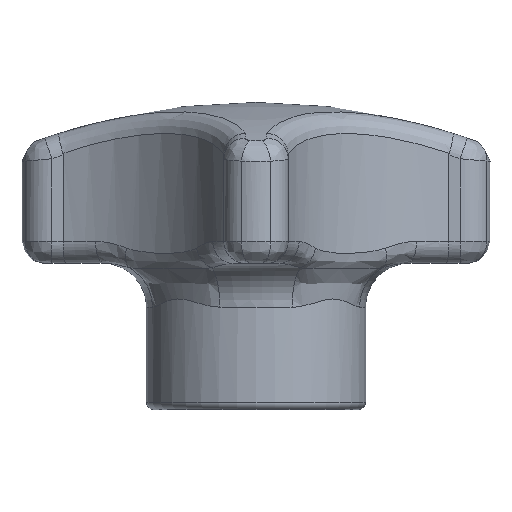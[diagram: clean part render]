
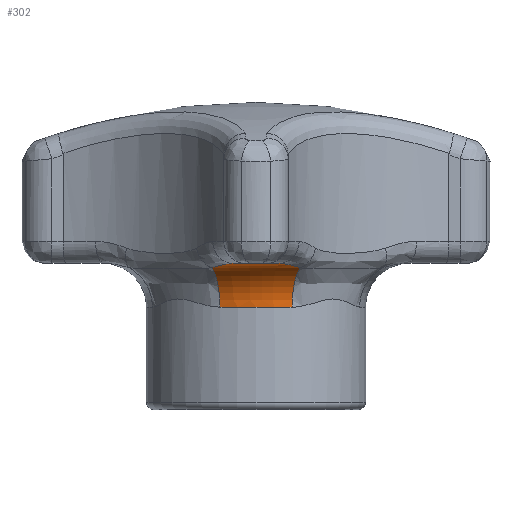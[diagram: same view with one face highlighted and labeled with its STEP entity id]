
A CAD part, left-side view. The second image highlights one B-rep face of the part: STEP entity #302.
In plain terms, the highlighted toroidal (fillet/blend) face has major radius 10.5 mm and minor radius 3 mm.
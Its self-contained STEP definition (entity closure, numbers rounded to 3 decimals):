
#302 = ADVANCED_FACE( '', ( #625 ), #626, .F. );
#625 = FACE_OUTER_BOUND( '', #4294, .T. );
#626 = TOROIDAL_SURFACE( '', #4295, 10.5, 3. );
#4294 = EDGE_LOOP( '', ( #6094, #6095, #6096, #6097, #6098, #6099 ) );
#4295 = AXIS2_PLACEMENT_3D( '', #6100, #6101, #6102 );
#6094 = ORIENTED_EDGE( '', *, *, #6335, .T. );
#6095 = ORIENTED_EDGE( '', *, *, #6463, .T. );
#6096 = ORIENTED_EDGE( '', *, *, #6283, .F. );
#6097 = ORIENTED_EDGE( '', *, *, #6339, .T. );
#6098 = ORIENTED_EDGE( '', *, *, #6573, .F. );
#6099 = ORIENTED_EDGE( '', *, *, #6505, .F. );
#6100 = CARTESIAN_POINT( '', ( 0., 0., 7. ) );
#6101 = DIRECTION( '', ( 0., 0., 1. ) );
#6102 = DIRECTION( '', ( 1., 0., 0. ) );
#6283 = EDGE_CURVE( '', #6608, #6670, #6671, .T. );
#6335 = EDGE_CURVE( '', #6755, #6753, #6756, .F. );
#6339 = EDGE_CURVE( '', #6608, #6759, #6761, .T. );
#6463 = EDGE_CURVE( '', #6753, #6670, #6949, .T. );
#6505 = EDGE_CURVE( '', #6755, #7001, #7002, .F. );
#6573 = EDGE_CURVE( '', #7001, #6759, #7080, .T. );
#6608 = VERTEX_POINT( '', #7116 );
#6670 = VERTEX_POINT( '', #7341 );
#6671 = CIRCLE( '', #7342, 10.5 );
#6753 = VERTEX_POINT( '', #7763 );
#6755 = VERTEX_POINT( '', #7821 );
#6756 = CIRCLE( '', #7822, 3. );
#6759 = VERTEX_POINT( '', #7879 );
#6761 = B_SPLINE_CURVE_WITH_KNOTS( '', 3, ( #7881, #7882, #7883, #7884, #7885, #7886, #7887, #7888, #7889, #7890, #7891, #7892, #7893, #7894, #7895, #7896 ), .UNSPECIFIED., .F., .F., ( 4, 2, 1, 1, 2, 2, 2, 2, 4 ), ( 0., 0., 0.001, 0.001, 0.001, 0.002, 0.002, 0.002, 0.002 ), .UNSPECIFIED. );
#6949 = B_SPLINE_CURVE_WITH_KNOTS( '', 3, ( #9164, #9165, #9166, #9167, #9168, #9169, #9170, #9171, #9172, #9173, #9174, #9175 ), .UNSPECIFIED., .F., .F., ( 4, 2, 2, 1, 1, 2, 4 ), ( 0., 0.001, 0.001, 0.001, 0.002, 0.002, 0.002 ), .UNSPECIFIED. );
#7001 = VERTEX_POINT( '', #9521 );
#7002 = CIRCLE( '', #9522, 7.5 );
#7080 = CIRCLE( '', #10055, 3. );
#7116 = CARTESIAN_POINT( '', ( -10.382, 1.573, 10. ) );
#7341 = CARTESIAN_POINT( '', ( -10.382, -1.572, 10. ) );
#7342 = AXIS2_PLACEMENT_3D( '', #10143, #10144, #10145 );
#7763 = CARTESIAN_POINT( '', ( -8.667, -3.016, 9.693 ) );
#7821 = CARTESIAN_POINT( '', ( -7.083, -2.465, 7. ) );
#7822 = AXIS2_PLACEMENT_3D( '', #10210, #10211, #10212 );
#7879 = CARTESIAN_POINT( '', ( -8.667, 3.016, 9.693 ) );
#7881 = CARTESIAN_POINT( '', ( -10.382, 1.573, 10. ) );
#7882 = CARTESIAN_POINT( '', ( -10.303, 1.626, 10. ) );
#7883 = CARTESIAN_POINT( '', ( -10.225, 1.681, 9.998 ) );
#7884 = CARTESIAN_POINT( '', ( -10.072, 1.792, 9.989 ) );
#7885 = CARTESIAN_POINT( '', ( -9.921, 1.905, 9.975 ) );
#7886 = CARTESIAN_POINT( '', ( -9.701, 2.08, 9.945 ) );
#7887 = CARTESIAN_POINT( '', ( -9.558, 2.2, 9.919 ) );
#7888 = CARTESIAN_POINT( '', ( -9.345, 2.381, 9.877 ) );
#7889 = CARTESIAN_POINT( '', ( -9.206, 2.505, 9.844 ) );
#7890 = CARTESIAN_POINT( '', ( -9.036, 2.663, 9.799 ) );
#7891 = CARTESIAN_POINT( '', ( -9.002, 2.695, 9.79 ) );
#7892 = CARTESIAN_POINT( '', ( -8.934, 2.759, 9.771 ) );
#7893 = CARTESIAN_POINT( '', ( -8.9, 2.791, 9.762 ) );
#7894 = CARTESIAN_POINT( '', ( -8.8, 2.887, 9.733 ) );
#7895 = CARTESIAN_POINT( '', ( -8.733, 2.951, 9.713 ) );
#7896 = CARTESIAN_POINT( '', ( -8.667, 3.016, 9.693 ) );
#9164 = CARTESIAN_POINT( '', ( -8.667, -3.016, 9.693 ) );
#9165 = CARTESIAN_POINT( '', ( -8.799, -2.886, 9.733 ) );
#9166 = CARTESIAN_POINT( '', ( -8.933, -2.758, 9.772 ) );
#9167 = CARTESIAN_POINT( '', ( -9.206, -2.506, 9.844 ) );
#9168 = CARTESIAN_POINT( '', ( -9.344, -2.382, 9.877 ) );
#9169 = CARTESIAN_POINT( '', ( -9.557, -2.2, 9.919 ) );
#9170 = CARTESIAN_POINT( '', ( -9.7, -2.081, 9.945 ) );
#9171 = CARTESIAN_POINT( '', ( -9.92, -1.906, 9.975 ) );
#9172 = CARTESIAN_POINT( '', ( -10.071, -1.793, 9.989 ) );
#9173 = CARTESIAN_POINT( '', ( -10.225, -1.681, 9.998 ) );
#9174 = CARTESIAN_POINT( '', ( -10.303, -1.626, 10. ) );
#9175 = CARTESIAN_POINT( '', ( -10.382, -1.572, 10. ) );
#9521 = CARTESIAN_POINT( '', ( -7.083, 2.465, 7. ) );
#9522 = AXIS2_PLACEMENT_3D( '', #10402, #10403, #10404 );
#10055 = AXIS2_PLACEMENT_3D( '', #10477, #10478, #10479 );
#10143 = CARTESIAN_POINT( '', ( 0., 0., 10. ) );
#10144 = DIRECTION( '', ( 0., 0., 1. ) );
#10145 = DIRECTION( '', ( 1., 0., 0. ) );
#10210 = CARTESIAN_POINT( '', ( -9.917, -3.451, 7. ) );
#10211 = DIRECTION( '', ( -0.329, 0.944, 0. ) );
#10212 = DIRECTION( '', ( -0.944, -0.329, 0. ) );
#10402 = CARTESIAN_POINT( '', ( 0., 0., 7. ) );
#10403 = DIRECTION( '', ( 0., 0., 1. ) );
#10404 = DIRECTION( '', ( 1., 0., 0. ) );
#10477 = CARTESIAN_POINT( '', ( -9.917, 3.451, 7. ) );
#10478 = DIRECTION( '', ( -0.329, -0.944, 0. ) );
#10479 = DIRECTION( '', ( 0.944, -0.329, 0. ) );
